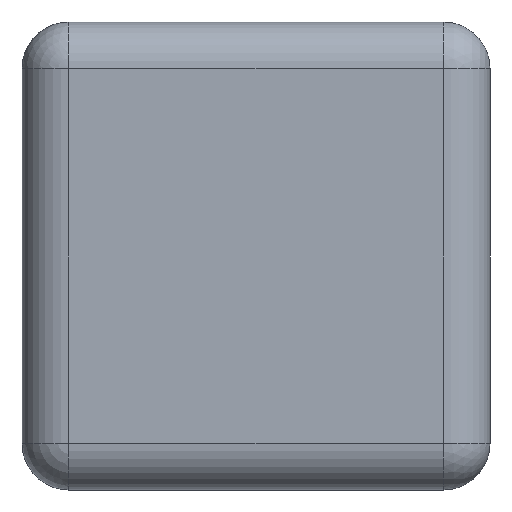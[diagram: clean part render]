
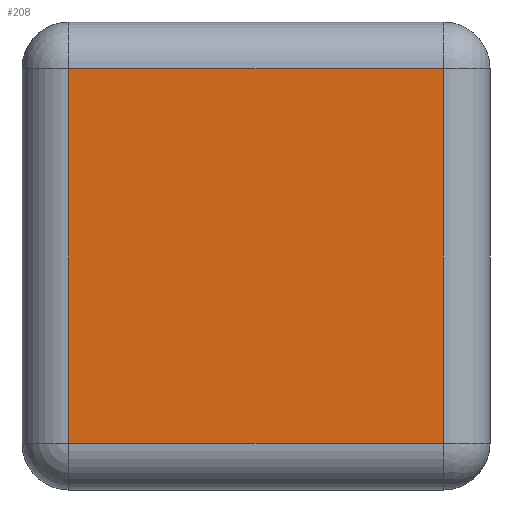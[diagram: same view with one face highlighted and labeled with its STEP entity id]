
A CAD part, left-side view. The second image highlights one B-rep face of the part: STEP entity #208.
In plain terms, the highlighted planar face has unit normal (-1, 0, 0).
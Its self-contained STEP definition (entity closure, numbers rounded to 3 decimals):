
#29 = CARTESIAN_POINT ( 'NONE',  ( -0.3, -0.12, -0.27 ) ) ;
#55 = EDGE_CURVE ( 'NONE', #187, #1248, #231, .T. ) ;
#187 = VERTEX_POINT ( 'NONE', #29 ) ;
#208 = ADVANCED_FACE ( 'NONE', ( #985 ), #344, .T. ) ;
#231 = LINE ( 'NONE', #1170, #1069 ) ;
#301 = LINE ( 'NONE', #1131, #1245 ) ;
#309 = DIRECTION ( 'NONE',  ( 0., 0., 1. ) ) ;
#332 = ORIENTED_EDGE ( 'NONE', *, *, #597, .T. ) ;
#340 = DIRECTION ( 'NONE',  ( 0., 1., 0. ) ) ;
#344 = PLANE ( 'NONE',  #827 ) ;
#431 = LINE ( 'NONE', #443, #464 ) ;
#443 = CARTESIAN_POINT ( 'NONE',  ( -0.3, 0.15, -0.03 ) ) ;
#464 = VECTOR ( 'NONE', #340, 1000. ) ;
#503 = ORIENTED_EDGE ( 'NONE', *, *, #931, .T. ) ;
#593 = VERTEX_POINT ( 'NONE', #836 ) ;
#597 = EDGE_CURVE ( 'NONE', #1248, #593, #431, .T. ) ;
#624 = ORIENTED_EDGE ( 'NONE', *, *, #1169, .T. ) ;
#770 = DIRECTION ( 'NONE',  ( -1., 0., 0. ) ) ;
#827 = AXIS2_PLACEMENT_3D ( 'NONE', #1278, #770, #1183 ) ;
#835 = CARTESIAN_POINT ( 'NONE',  ( -0.3, -0.15, -0.27 ) ) ;
#836 = CARTESIAN_POINT ( 'NONE',  ( -0.3, 0.12, -0.03 ) ) ;
#907 = DIRECTION ( 'NONE',  ( 0., 0., -1. ) ) ;
#931 = EDGE_CURVE ( 'NONE', #1232, #187, #967, .T. ) ;
#967 = LINE ( 'NONE', #835, #1096 ) ;
#985 = FACE_OUTER_BOUND ( 'NONE', #1314, .T. ) ;
#1007 = CARTESIAN_POINT ( 'NONE',  ( -0.3, -0.12, -0.03 ) ) ;
#1069 = VECTOR ( 'NONE', #309, 1000. ) ;
#1096 = VECTOR ( 'NONE', #1255, 1000. ) ;
#1131 = CARTESIAN_POINT ( 'NONE',  ( -0.3, 0.12, -0.3 ) ) ;
#1169 = EDGE_CURVE ( 'NONE', #593, #1232, #301, .T. ) ;
#1170 = CARTESIAN_POINT ( 'NONE',  ( -0.3, -0.12, -0.3 ) ) ;
#1173 = ORIENTED_EDGE ( 'NONE', *, *, #55, .T. ) ;
#1183 = DIRECTION ( 'NONE',  ( 0., -1., 0. ) ) ;
#1213 = CARTESIAN_POINT ( 'NONE',  ( -0.3, 0.12, -0.27 ) ) ;
#1232 = VERTEX_POINT ( 'NONE', #1213 ) ;
#1245 = VECTOR ( 'NONE', #907, 1000. ) ;
#1248 = VERTEX_POINT ( 'NONE', #1007 ) ;
#1255 = DIRECTION ( 'NONE',  ( 0., -1., 0. ) ) ;
#1278 = CARTESIAN_POINT ( 'NONE',  ( -0.3, 0.15, -0.3 ) ) ;
#1314 = EDGE_LOOP ( 'NONE', ( #503, #1173, #332, #624 ) ) ;
